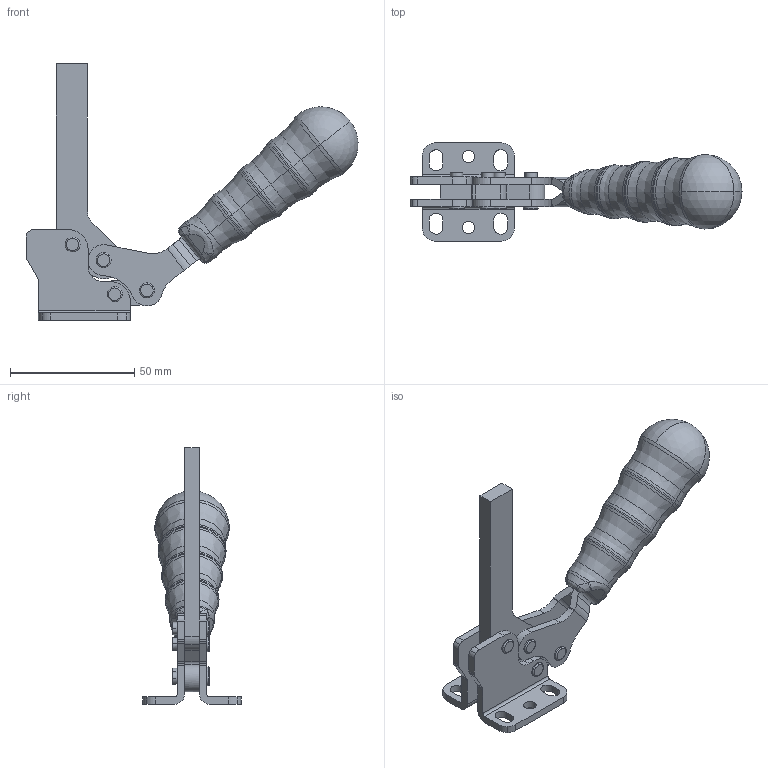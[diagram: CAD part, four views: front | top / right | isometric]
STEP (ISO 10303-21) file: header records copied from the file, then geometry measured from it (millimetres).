
FILE_DESCRIPTION((''),'2;1');
FILE_NAME('132F.0-opened.stp','2005-09-27T16:50:17',('Kysilko'),(''),'Autodesk Inventor 8','Autodesk Inventor 8','');
FILE_SCHEMA(('AUTOMOTIVE_DESIGN { 1 0 10303 214 1 1 1 1 }'));
Length unit declared in the file: millimetre
Products named in the file (1): Part40
Bounding box: 133.63 x 39.52 x 103.25 mm (x, y, z)
Volume: 54834.5 mm3; surface area: 22405.6 mm2
Topology: 1 solids, 4 shells, 890 faces, 2409 edges, 1383 vertices
Faces by surface type: plane 344, cone 310, bspline 134, cylinder 84, sphere 10, torus 8
Entity records: 34185 total; most frequent: CARTESIAN_POINT 13114, ORIENTED_EDGE 4782, DIRECTION 4309, EDGE_CURVE 2391, AXIS2_PLACEMENT_3D 1771, VERTEX_POINT 1383, EDGE_LOOP 1068, CIRCLE 1014
